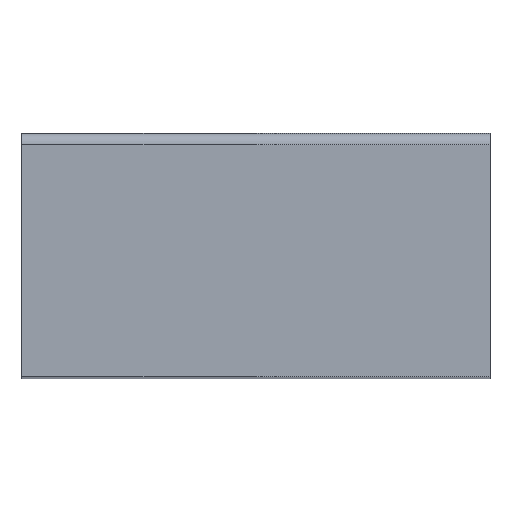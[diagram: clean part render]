
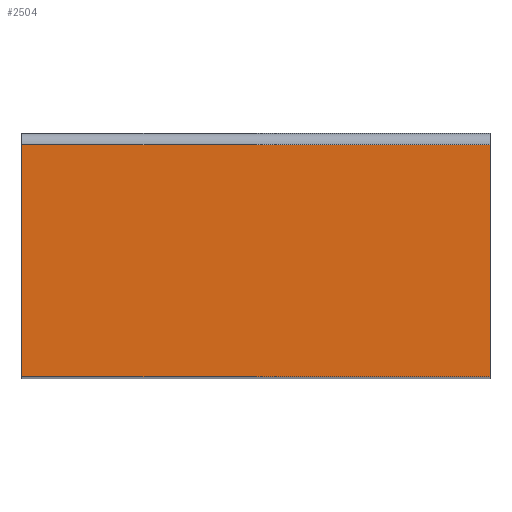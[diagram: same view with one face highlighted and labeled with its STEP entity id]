
A CAD part, top view. The second image highlights one B-rep face of the part: STEP entity #2504.
In plain terms, the highlighted planar face has unit normal (0, 0, 1).
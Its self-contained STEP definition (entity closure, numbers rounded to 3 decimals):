
#211 = DIRECTION ( 'NONE',  ( 0., -1., 0. ) ) ;
#243 = LINE ( 'NONE', #272, #1662 ) ;
#255 = CARTESIAN_POINT ( 'NONE',  ( 25., 6.039, 60. ) ) ;
#266 = ORIENTED_EDGE ( 'NONE', *, *, #1048, .F. ) ;
#271 = VERTEX_POINT ( 'NONE', #924 ) ;
#272 = CARTESIAN_POINT ( 'NONE',  ( 25., 30.819, 60. ) ) ;
#304 = DIRECTION ( 'NONE',  ( 0., 0., -1. ) ) ;
#420 = CARTESIAN_POINT ( 'NONE',  ( -25., 30.819, 60. ) ) ;
#451 = DIRECTION ( 'NONE',  ( 0., -1., 0. ) ) ;
#455 = AXIS2_PLACEMENT_3D ( 'NONE', #1513, #304, #1137 ) ;
#484 = FACE_OUTER_BOUND ( 'NONE', #2033, .T. ) ;
#498 = EDGE_CURVE ( 'NONE', #271, #2589, #1454, .T. ) ;
#544 = ORIENTED_EDGE ( 'NONE', *, *, #909, .T. ) ;
#826 = DIRECTION ( 'NONE',  ( -1., 0., 0. ) ) ;
#828 = VECTOR ( 'NONE', #211, 1000. ) ;
#867 = VECTOR ( 'NONE', #451, 1000. ) ;
#909 = EDGE_CURVE ( 'NONE', #963, #1082, #2068, .T. ) ;
#924 = CARTESIAN_POINT ( 'NONE',  ( 25., 30.819, 60. ) ) ;
#963 = VERTEX_POINT ( 'NONE', #420 ) ;
#1037 = CARTESIAN_POINT ( 'NONE',  ( -25., 6.039, 60. ) ) ;
#1048 = EDGE_CURVE ( 'NONE', #2589, #1082, #1489, .T. ) ;
#1082 = VERTEX_POINT ( 'NONE', #1289 ) ;
#1125 = ORIENTED_EDGE ( 'NONE', *, *, #498, .F. ) ;
#1137 = DIRECTION ( 'NONE',  ( 0., 1., 0. ) ) ;
#1237 = CARTESIAN_POINT ( 'NONE',  ( 25., 6.039, 60. ) ) ;
#1289 = CARTESIAN_POINT ( 'NONE',  ( -25., 6.039, 60. ) ) ;
#1454 = LINE ( 'NONE', #2297, #867 ) ;
#1489 = LINE ( 'NONE', #255, #2110 ) ;
#1500 = PLANE ( 'NONE',  #455 ) ;
#1509 = EDGE_CURVE ( 'NONE', #271, #963, #243, .T. ) ;
#1513 = CARTESIAN_POINT ( 'NONE',  ( 25., 6.039, 60. ) ) ;
#1662 = VECTOR ( 'NONE', #826, 1000. ) ;
#1735 = DIRECTION ( 'NONE',  ( -1., 0., 0. ) ) ;
#2033 = EDGE_LOOP ( 'NONE', ( #544, #266, #1125, #2115 ) ) ;
#2068 = LINE ( 'NONE', #1037, #828 ) ;
#2110 = VECTOR ( 'NONE', #1735, 1000. ) ;
#2115 = ORIENTED_EDGE ( 'NONE', *, *, #1509, .T. ) ;
#2297 = CARTESIAN_POINT ( 'NONE',  ( 25., 6.039, 60. ) ) ;
#2504 = ADVANCED_FACE ( 'NONE', ( #484 ), #1500, .F. ) ;
#2589 = VERTEX_POINT ( 'NONE', #1237 ) ;
